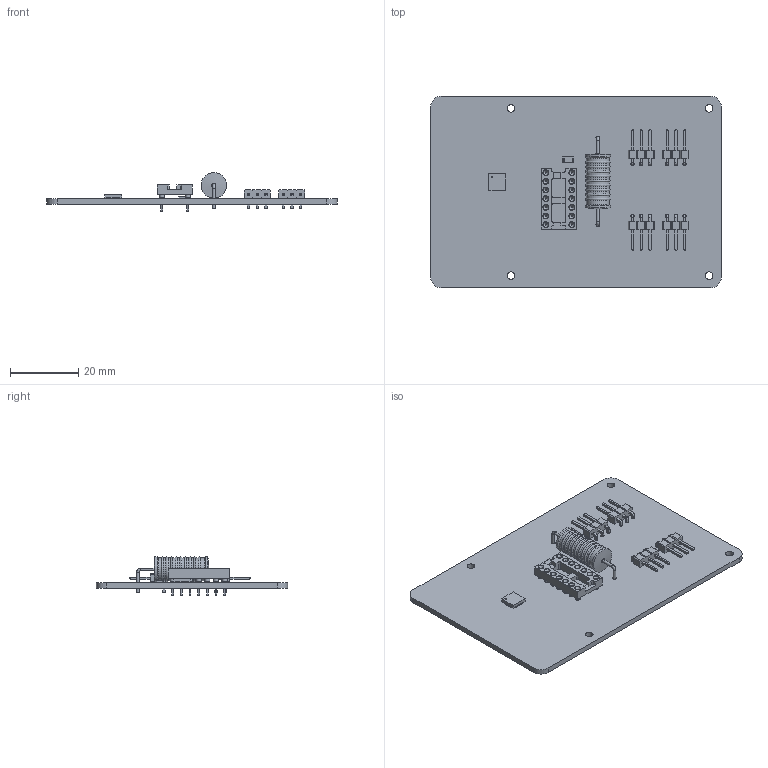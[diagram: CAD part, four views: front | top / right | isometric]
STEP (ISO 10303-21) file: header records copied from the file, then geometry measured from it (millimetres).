
FILE_DESCRIPTION(('KiCad electronic assembly'),'2;1');
FILE_NAME('pcb.step','2021-12-15T14:41:12',('An Author'),('A Company'), 'Open CASCADE STEP processor 6.9','KiCad to STEP converter','Unknown' );
FILE_SCHEMA(('AUTOMOTIVE_DESIGN { 1 0 10303 214 1 1 1 1 }'));
Length unit declared in the file: millimetre
Products named in the file (12): Open CASCADE STEP translator 6.9 1; PinHeader_1x03_P2.54mm_Horizontal; SOLID; DIP-14_W7.62mm_Socket; QFN-32-1EP_5x5mm_P0.5mm_EP3.1x3.1mm; R_1206_3216Metric; L_Axial_L16.0mm_D7.5mm_P25.40mm_Horizontal_Fastron_XHBCC; COMPOUND
Assembly tree (14 placements, depth 3):
  Open CASCADE STEP translator 6.9 1
    PinHeader_1x03_P2.54mm_Horizontal  x4
      SOLID
    DIP-14_W7.62mm_Socket
      SOLID
    QFN-32-1EP_5x5mm_P0.5mm_EP3.1x3.1mm
      SOLID
    R_1206_3216Metric
      SOLID
    L_Axial_L16.0mm_D7.5mm_P25.40mm_Horizontal_Fastron_XHBCC
      SOLID
    COMPOUND
Bounding box: 85 x 56 x 11.38 mm (x, y, z)
Volume: 8787.7 mm3; surface area: 12122.1 mm2
Topology: 9 solids, 9 shells, 856 faces, 2067 edges, 1325 vertices
Faces by surface type: plane 658, cylinder 139, cone 42, revolution 13, extrusion 2, torus 2
Full cylindrical faces by diameter (mm): 0.4 x1, 0.508 x28, 0.8 x16, 1 x12, 1.1 x2, 1.524 x14, 1.724 x14, 2.2 x4, 6.7 x10, 7.5 x2
Entity records: 43023 total; most frequent: CARTESIAN_POINT 8950, DIRECTION 5719, VECTOR 3695, LINE 3693, ORIENTED_EDGE 2892, PCURVE 2892, DEFINITIONAL_REPRESENTATION 2892, EDGE_CURVE 1446
